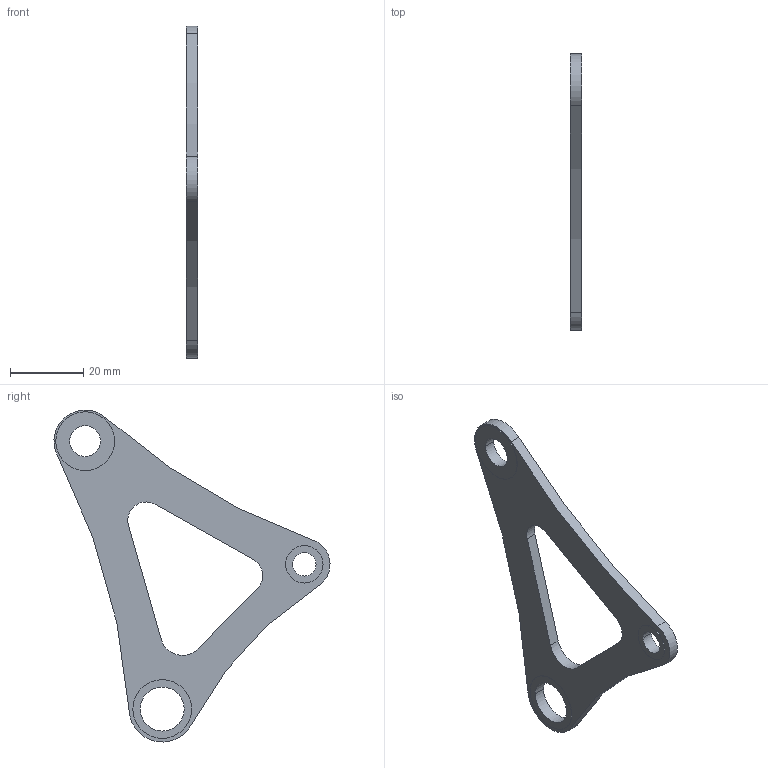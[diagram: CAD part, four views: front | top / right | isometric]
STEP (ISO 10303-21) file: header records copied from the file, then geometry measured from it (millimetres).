
FILE_DESCRIPTION(('CATIA V5 STEP Exchange'),'2;1');
FILE_NAME('SU_08001 (Rear Rocker).stp','2023-01-15T19:52:20+00:00',('none'),('none'),'CATIA Version 5 Release 19 SP 2 (IN-10)','CATIA V5 STEP AP203','none');
FILE_SCHEMA(('CONFIG_CONTROL_DESIGN'));
Length unit declared in the file: millimetre
Products named in the file (1): SU_08001
Bounding box: 3.2 x 75.23 x 90.48 mm (x, y, z)
Volume: 6433.1 mm3; surface area: 5665.2 mm2
Topology: 1 solids, 1 shells, 38 faces, 92 edges, 67 vertices
Faces by surface type: cylinder 27, plane 11
Entity records: 1076 total; most frequent: CARTESIAN_POINT 182, ORIENTED_EDGE 180, DIRECTION 136, EDGE_CURVE 90, AXIS2_PLACEMENT_3D 77, VERTEX_POINT 60, CIRCLE 54, EDGE_LOOP 52
